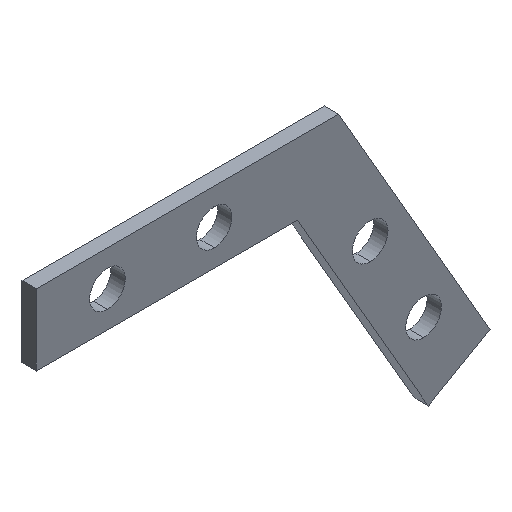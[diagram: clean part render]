
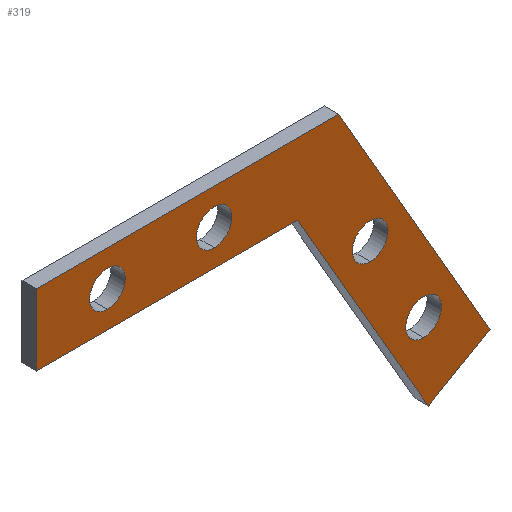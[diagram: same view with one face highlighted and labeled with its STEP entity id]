
A CAD part, isometric view. The second image highlights one B-rep face of the part: STEP entity #319.
In plain terms, the highlighted planar face has unit normal (0, -1, 0).
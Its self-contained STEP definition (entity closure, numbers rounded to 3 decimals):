
#9 = EDGE_CURVE ( 'NONE', #337, #477, #421, .T. ) ;
#10 = EDGE_CURVE ( 'NONE', #536, #553, #422, .T. ) ;
#12 = EDGE_CURVE ( 'NONE', #550, #338, #491, .T. ) ;
#33 = AXIS2_PLACEMENT_3D ( 'NONE', #171, #172, #165 ) ;
#47 = AXIS2_PLACEMENT_3D ( 'NONE', #225, #223, #221 ) ;
#48 = AXIS2_PLACEMENT_3D ( 'NONE', #230, #228, #227 ) ;
#53 = AXIS2_PLACEMENT_3D ( 'NONE', #175, #170, #164 ) ;
#55 = AXIS2_PLACEMENT_3D ( 'NONE', #201, #200, #183 ) ;
#57 = AXIS2_PLACEMENT_3D ( 'NONE', #240, #250, #235 ) ;
#58 = AXIS2_PLACEMENT_3D ( 'NONE', #259, #258, #257 ) ;
#60 = AXIS2_PLACEMENT_3D ( 'NONE', #276, #271, #275 ) ;
#61 = AXIS2_PLACEMENT_3D ( 'NONE', #285, #283, #282 ) ;
#63 = EDGE_CURVE ( 'NONE', #553, #536, #425, .T. ) ;
#67 = EDGE_CURVE ( 'NONE', #338, #550, #428, .T. ) ;
#70 = EDGE_CURVE ( 'NONE', #327, #345, #432, .T. ) ;
#72 = EDGE_CURVE ( 'NONE', #340, #325, #499, .T. ) ;
#76 = EDGE_CURVE ( 'NONE', #325, #328, #437, .T. ) ;
#79 = EDGE_CURVE ( 'NONE', #328, #331, #440, .T. ) ;
#82 = EDGE_CURVE ( 'NONE', #331, #324, #443, .T. ) ;
#85 = EDGE_CURVE ( 'NONE', #324, #332, #446, .T. ) ;
#88 = EDGE_CURVE ( 'NONE', #332, #340, #449, .T. ) ;
#95 = EDGE_CURVE ( 'NONE', #477, #337, #454, .T. ) ;
#96 = EDGE_CURVE ( 'NONE', #345, #327, #455, .T. ) ;
#112 = DIRECTION ( 'NONE',  ( 0.5, 0., -0.866 ) ) ;
#123 = CARTESIAN_POINT ( 'NONE',  ( 4.42, 0., -20.155 ) ) ;
#126 = CARTESIAN_POINT ( 'NONE',  ( 4.42, 0., -15.155 ) ) ;
#127 = CARTESIAN_POINT ( 'NONE',  ( 11.92, 0., -28.146 ) ) ;
#128 = CARTESIAN_POINT ( 'NONE',  ( -32.5, 0., -2.5 ) ) ;
#131 = CARTESIAN_POINT ( 'NONE',  ( -17.5, 0., -2.5 ) ) ;
#136 = CARTESIAN_POINT ( 'NONE',  ( 0., 0., 0. ) ) ;
#138 = CARTESIAN_POINT ( 'NONE',  ( 11.92, 0., -33.146 ) ) ;
#139 = CARTESIAN_POINT ( 'NONE',  ( -32.5, 0., -7.5 ) ) ;
#144 = CARTESIAN_POINT ( 'NONE',  ( -42.5, 0., 0. ) ) ;
#146 = CARTESIAN_POINT ( 'NONE',  ( 12.59, 0., -41.806 ) ) ;
#147 = CARTESIAN_POINT ( 'NONE',  ( -17.5, 0., -7.5 ) ) ;
#150 = CARTESIAN_POINT ( 'NONE',  ( 21.25, 0., -36.806 ) ) ;
#151 = CARTESIAN_POINT ( 'NONE',  ( -42.5, 0., -10. ) ) ;
#152 = CARTESIAN_POINT ( 'NONE',  ( -5.774, 0., -10. ) ) ;
#164 = DIRECTION ( 'NONE',  ( 0., 0., 1. ) ) ;
#165 = DIRECTION ( 'NONE',  ( 0., 0., 1. ) ) ;
#168 = PLANE ( 'NONE',  #33 ) ;
#170 = DIRECTION ( 'NONE',  ( 0., 1., 0. ) ) ;
#171 = CARTESIAN_POINT ( 'NONE',  ( 21.25, 0., -36.806 ) ) ;
#172 = DIRECTION ( 'NONE',  ( 0., 1., 0. ) ) ;
#175 = CARTESIAN_POINT ( 'NONE',  ( -17.5, 0., -5. ) ) ;
#183 = DIRECTION ( 'NONE',  ( 0., 0., 1. ) ) ;
#200 = DIRECTION ( 'NONE',  ( 0., 1., 0. ) ) ;
#201 = CARTESIAN_POINT ( 'NONE',  ( 11.92, 0., -30.646 ) ) ;
#203 = CARTESIAN_POINT ( 'NONE',  ( 21.25, 0., -36.806 ) ) ;
#221 = DIRECTION ( 'NONE',  ( 0., 0., 1. ) ) ;
#223 = DIRECTION ( 'NONE',  ( 0., 1., 0. ) ) ;
#225 = CARTESIAN_POINT ( 'NONE',  ( -17.5, 0., -5. ) ) ;
#227 = DIRECTION ( 'NONE',  ( 0., 0., 1. ) ) ;
#228 = DIRECTION ( 'NONE',  ( 0., 1., 0. ) ) ;
#230 = CARTESIAN_POINT ( 'NONE',  ( -32.5, 0., -5. ) ) ;
#235 = DIRECTION ( 'NONE',  ( 0., 0., 1. ) ) ;
#240 = CARTESIAN_POINT ( 'NONE',  ( 4.42, 0., -17.655 ) ) ;
#250 = DIRECTION ( 'NONE',  ( 0., 1., 0. ) ) ;
#257 = DIRECTION ( 'NONE',  ( 0., 0., 1. ) ) ;
#258 = DIRECTION ( 'NONE',  ( 0., 1., 0. ) ) ;
#259 = CARTESIAN_POINT ( 'NONE',  ( 11.92, 0., -30.646 ) ) ;
#262 = DIRECTION ( 'NONE',  ( 1., 0., 0. ) ) ;
#263 = CARTESIAN_POINT ( 'NONE',  ( 0., 0., 0. ) ) ;
#269 = DIRECTION ( 'NONE',  ( 0., 0., 1. ) ) ;
#270 = CARTESIAN_POINT ( 'NONE',  ( -42.5, 0., 0. ) ) ;
#271 = DIRECTION ( 'NONE',  ( 0., 1., 0. ) ) ;
#275 = DIRECTION ( 'NONE',  ( 0., 0., 1. ) ) ;
#276 = CARTESIAN_POINT ( 'NONE',  ( 4.42, 0., -17.655 ) ) ;
#280 = DIRECTION ( 'NONE',  ( -1., 0., 0. ) ) ;
#281 = CARTESIAN_POINT ( 'NONE',  ( -42.5, 0., -10. ) ) ;
#282 = DIRECTION ( 'NONE',  ( 0., 0., 1. ) ) ;
#283 = DIRECTION ( 'NONE',  ( 0., 1., 0. ) ) ;
#285 = CARTESIAN_POINT ( 'NONE',  ( -32.5, 0., -5. ) ) ;
#289 = DIRECTION ( 'NONE',  ( -0.5, 0., 0.866 ) ) ;
#290 = CARTESIAN_POINT ( 'NONE',  ( -5.774, 0., -10. ) ) ;
#295 = DIRECTION ( 'NONE',  ( -0.866, 0., -0.5 ) ) ;
#296 = CARTESIAN_POINT ( 'NONE',  ( 12.59, 0., -41.806 ) ) ;
#319 = ADVANCED_FACE ( 'NONE', ( #533, #557, #535, #556, #555 ), #168, .F. ) ;
#324 = VERTEX_POINT ( 'NONE', #151 ) ;
#325 = VERTEX_POINT ( 'NONE', #150 ) ;
#327 = VERTEX_POINT ( 'NONE', #147 ) ;
#328 = VERTEX_POINT ( 'NONE', #146 ) ;
#331 = VERTEX_POINT ( 'NONE', #152 ) ;
#332 = VERTEX_POINT ( 'NONE', #144 ) ;
#337 = VERTEX_POINT ( 'NONE', #139 ) ;
#338 = VERTEX_POINT ( 'NONE', #138 ) ;
#340 = VERTEX_POINT ( 'NONE', #136 ) ;
#345 = VERTEX_POINT ( 'NONE', #131 ) ;
#348 = ORIENTED_EDGE ( 'NONE', *, *, #85, .F. ) ;
#351 = ORIENTED_EDGE ( 'NONE', *, *, #82, .F. ) ;
#354 = EDGE_LOOP ( 'NONE', ( #402, #464 ) ) ;
#356 = ORIENTED_EDGE ( 'NONE', *, *, #79, .F. ) ;
#358 = EDGE_LOOP ( 'NONE', ( #393, #394 ) ) ;
#361 = EDGE_LOOP ( 'NONE', ( #486, #582, #348, #351, #356, #401 ) ) ;
#362 = EDGE_LOOP ( 'NONE', ( #395, #396 ) ) ;
#393 = ORIENTED_EDGE ( 'NONE', *, *, #95, .T. ) ;
#394 = ORIENTED_EDGE ( 'NONE', *, *, #9, .T. ) ;
#395 = ORIENTED_EDGE ( 'NONE', *, *, #96, .T. ) ;
#396 = ORIENTED_EDGE ( 'NONE', *, *, #70, .T. ) ;
#399 = ORIENTED_EDGE ( 'NONE', *, *, #10, .T. ) ;
#400 = ORIENTED_EDGE ( 'NONE', *, *, #63, .T. ) ;
#401 = ORIENTED_EDGE ( 'NONE', *, *, #76, .F. ) ;
#402 = ORIENTED_EDGE ( 'NONE', *, *, #12, .T. ) ;
#421 = CIRCLE ( 'NONE', #61, 2.5 ) ;
#422 = CIRCLE ( 'NONE', #60, 2.5 ) ;
#425 = CIRCLE ( 'NONE', #57, 2.5 ) ;
#428 = CIRCLE ( 'NONE', #55, 2.5 ) ;
#432 = CIRCLE ( 'NONE', #53, 2.5 ) ;
#437 = LINE ( 'NONE', #296, #506 ) ;
#440 = LINE ( 'NONE', #290, #509 ) ;
#443 = LINE ( 'NONE', #281, #512 ) ;
#446 = LINE ( 'NONE', #270, #515 ) ;
#449 = LINE ( 'NONE', #263, #518 ) ;
#454 = CIRCLE ( 'NONE', #48, 2.5 ) ;
#455 = CIRCLE ( 'NONE', #47, 2.5 ) ;
#464 = ORIENTED_EDGE ( 'NONE', *, *, #67, .T. ) ;
#477 = VERTEX_POINT ( 'NONE', #128 ) ;
#486 = ORIENTED_EDGE ( 'NONE', *, *, #72, .F. ) ;
#491 = CIRCLE ( 'NONE', #58, 2.5 ) ;
#499 = LINE ( 'NONE', #203, #501 ) ;
#501 = VECTOR ( 'NONE', #112, 1000. ) ;
#506 = VECTOR ( 'NONE', #295, 1000. ) ;
#509 = VECTOR ( 'NONE', #289, 1000. ) ;
#512 = VECTOR ( 'NONE', #280, 1000. ) ;
#515 = VECTOR ( 'NONE', #269, 1000. ) ;
#518 = VECTOR ( 'NONE', #262, 1000. ) ;
#533 = FACE_BOUND ( 'NONE', #358, .T. ) ;
#535 = FACE_BOUND ( 'NONE', #593, .T. ) ;
#536 = VERTEX_POINT ( 'NONE', #126 ) ;
#550 = VERTEX_POINT ( 'NONE', #127 ) ;
#553 = VERTEX_POINT ( 'NONE', #123 ) ;
#555 = FACE_OUTER_BOUND ( 'NONE', #361, .T. ) ;
#556 = FACE_BOUND ( 'NONE', #354, .T. ) ;
#557 = FACE_BOUND ( 'NONE', #362, .T. ) ;
#582 = ORIENTED_EDGE ( 'NONE', *, *, #88, .F. ) ;
#593 = EDGE_LOOP ( 'NONE', ( #399, #400 ) ) ;
